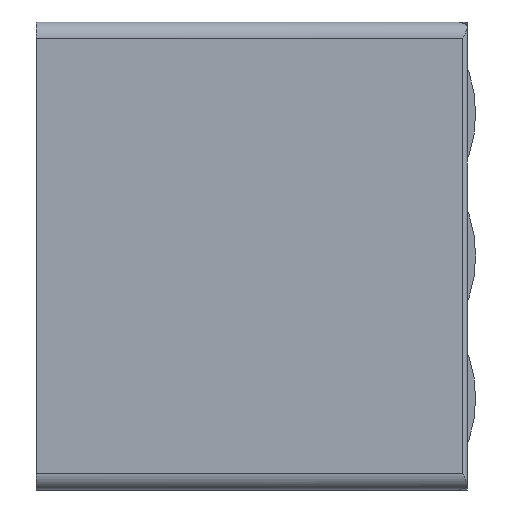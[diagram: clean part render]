
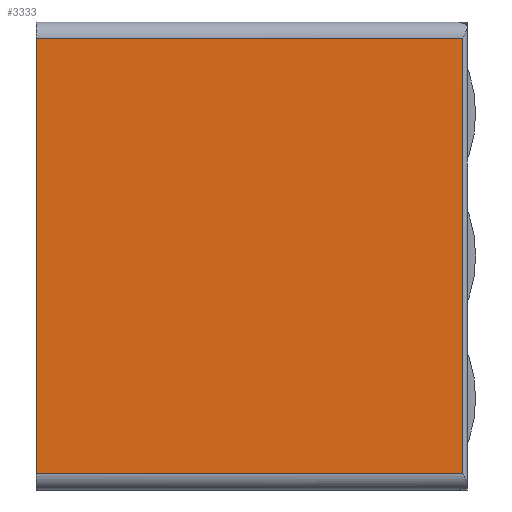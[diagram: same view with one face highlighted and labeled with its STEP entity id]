
A CAD part, front view. The second image highlights one B-rep face of the part: STEP entity #3333.
In plain terms, the highlighted planar face has unit normal (0, -1, 0).
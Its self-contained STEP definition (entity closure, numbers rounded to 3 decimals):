
#638=VERTEX_POINT('',#5024);
#639=VERTEX_POINT('',#5025);
#640=VERTEX_POINT('',#5027);
#641=VERTEX_POINT('',#5029);
#926=VECTOR('',#4028,1.);
#927=VECTOR('',#4029,1.);
#928=VECTOR('',#4030,1.);
#929=VECTOR('',#4031,1.);
#1245=LINE('',#5023,#926);
#1246=LINE('',#5026,#927);
#1247=LINE('',#5028,#928);
#1248=LINE('',#5030,#929);
#1634=EDGE_CURVE('',#638,#639,#1245,.T.);
#1635=EDGE_CURVE('',#640,#639,#1246,.T.);
#1636=EDGE_CURVE('',#641,#640,#1247,.T.);
#1637=EDGE_CURVE('',#641,#638,#1248,.T.);
#2161=ORIENTED_EDGE('',*,*,#1634,.T.);
#2162=ORIENTED_EDGE('',*,*,#1635,.F.);
#2163=ORIENTED_EDGE('',*,*,#1636,.F.);
#2164=ORIENTED_EDGE('',*,*,#1637,.T.);
#2991=EDGE_LOOP('',(#2161,#2162,#2163,#2164));
#3162=FACE_BOUND('',#2991,.T.);
#3333=ADVANCED_FACE('',(#3162),#5796,.F.);
#3556=AXIS2_PLACEMENT_3D('',#5022,#4027,$);
#4027=DIRECTION('',(0.,1.,0.));
#4028=DIRECTION('',(0.,0.,-1.));
#4029=DIRECTION('',(-1.,0.,0.));
#4030=DIRECTION('',(0.,0.,-1.));
#4031=DIRECTION('',(-1.,0.,0.));
#5022=CARTESIAN_POINT('',(0.,0.,22.7));
#5023=CARTESIAN_POINT('',(0.,0.,21.9));
#5024=CARTESIAN_POINT('',(0.,0.,21.9));
#5025=CARTESIAN_POINT('',(0.,0.,0.8));
#5026=CARTESIAN_POINT('',(20.67,0.,0.8));
#5027=CARTESIAN_POINT('',(20.67,0.,0.8));
#5028=CARTESIAN_POINT('',(20.67,0.,21.9));
#5029=CARTESIAN_POINT('',(20.67,0.,21.9));
#5030=CARTESIAN_POINT('',(20.67,0.,21.9));
#5796=PLANE('',#3556);
